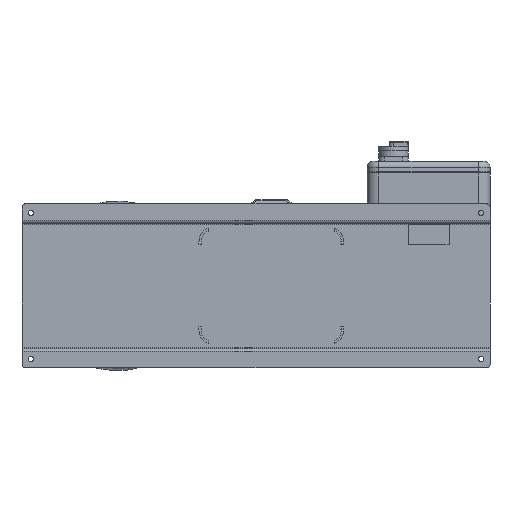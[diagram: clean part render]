
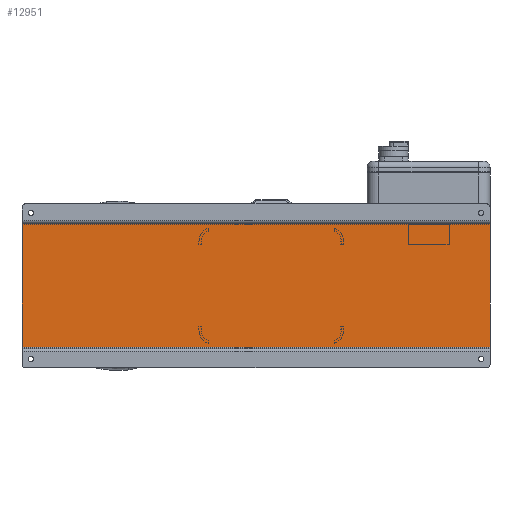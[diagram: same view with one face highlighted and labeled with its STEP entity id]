
A CAD part, front view. The second image highlights one B-rep face of the part: STEP entity #12951.
In plain terms, the highlighted planar face has unit normal (0, -1, 0).
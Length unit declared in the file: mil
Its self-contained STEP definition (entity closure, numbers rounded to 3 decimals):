
#92 = CARTESIAN_POINT ( 'NONE',  ( 15748.031, 2007.874, -4133.858 ) ) ;
#975 = VERTEX_POINT ( 'NONE', #67173 ) ;
#3901 = DIRECTION ( 'NONE',  ( -1., 0., 0. ) ) ;
#4892 = EDGE_CURVE ( 'NONE', #72774, #975, #67534, .T. ) ;
#5305 = DIRECTION ( 'NONE',  ( 0., 0., -1. ) ) ;
#7156 = ORIENTED_EDGE ( 'NONE', *, *, #4892, .T. ) ;
#8653 = VERTEX_POINT ( 'NONE', #44653 ) ;
#10083 = AXIS2_PLACEMENT_3D ( 'NONE', #92, #51307, #22567 ) ;
#11134 = FACE_OUTER_BOUND ( 'NONE', #53541, .T. ) ;
#12951 = ADVANCED_FACE ( 'NONE', ( #11134 ), #17034, .F. ) ;
#13507 = ORIENTED_EDGE ( 'NONE', *, *, #51834, .T. ) ;
#14926 = ORIENTED_EDGE ( 'NONE', *, *, #61931, .F. ) ;
#17034 = PLANE ( 'NONE',  #10083 ) ;
#21031 = VECTOR ( 'NONE', #31083, 39370.079 ) ;
#22567 = DIRECTION ( 'NONE',  ( 1., 0., 0. ) ) ;
#31083 = DIRECTION ( 'NONE',  ( -1., 0., 0. ) ) ;
#31576 = CARTESIAN_POINT ( 'NONE',  ( 15748.031, 2007.874, -4133.858 ) ) ;
#33013 = VERTEX_POINT ( 'NONE', #34832 ) ;
#34832 = CARTESIAN_POINT ( 'NONE',  ( 15748.031, 2007.874, 4133.858 ) ) ;
#42013 = VECTOR ( 'NONE', #3901, 39370.079 ) ;
#42093 = EDGE_CURVE ( 'NONE', #33013, #8653, #66254, .T. ) ;
#42848 = LINE ( 'NONE', #65287, #21031 ) ;
#42973 = LINE ( 'NONE', #31576, #42013 ) ;
#43747 = ORIENTED_EDGE ( 'NONE', *, *, #42093, .F. ) ;
#43831 = CARTESIAN_POINT ( 'NONE',  ( -15748.031, 2007.874, 4133.858 ) ) ;
#44653 = CARTESIAN_POINT ( 'NONE',  ( 15748.031, 2007.874, -4133.858 ) ) ;
#48476 = VECTOR ( 'NONE', #5305, 39370.079 ) ;
#49343 = DIRECTION ( 'NONE',  ( 0., 0., -1. ) ) ;
#51307 = DIRECTION ( 'NONE',  ( 0., 1., 0. ) ) ;
#51834 = EDGE_CURVE ( 'NONE', #33013, #72774, #42848, .T. ) ;
#53541 = EDGE_LOOP ( 'NONE', ( #7156, #14926, #43747, #13507 ) ) ;
#55237 = CARTESIAN_POINT ( 'NONE',  ( 15748.031, 2007.874, 4133.858 ) ) ;
#55609 = VECTOR ( 'NONE', #49343, 39370.079 ) ;
#61661 = CARTESIAN_POINT ( 'NONE',  ( -15748.031, 2007.874, -4133.858 ) ) ;
#61931 = EDGE_CURVE ( 'NONE', #8653, #975, #42973, .T. ) ;
#65287 = CARTESIAN_POINT ( 'NONE',  ( 15748.031, 2007.874, 4133.858 ) ) ;
#66254 = LINE ( 'NONE', #55237, #55609 ) ;
#67173 = CARTESIAN_POINT ( 'NONE',  ( -15748.031, 2007.874, -4133.858 ) ) ;
#67534 = LINE ( 'NONE', #61661, #48476 ) ;
#72774 = VERTEX_POINT ( 'NONE', #43831 ) ;
